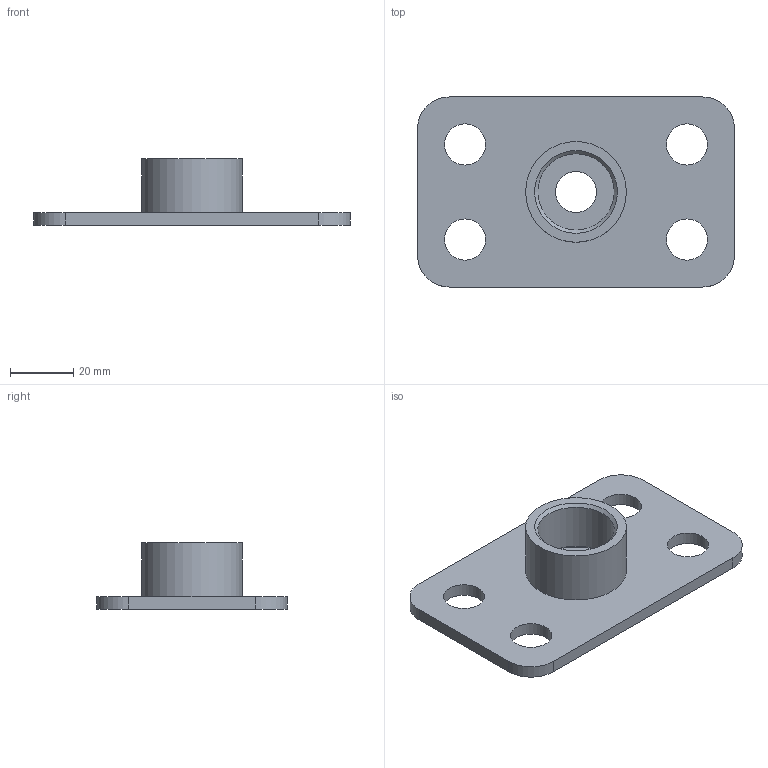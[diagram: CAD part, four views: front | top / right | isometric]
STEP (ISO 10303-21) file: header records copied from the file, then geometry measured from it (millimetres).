
FILE_DESCRIPTION((''),'2;1');
FILE_NAME('112829.stp','2010-07-06T14:38:33',('DMK009'),(''),'Autodesk Inventor 2010','Autodesk Inventor 2010','');
FILE_SCHEMA(('AUTOMOTIVE_DESIGN { 1 0 10303 214 1 1 1 1 }'));
Length unit declared in the file: millimetre
Products named in the file (1): 112829
Bounding box: 100 x 60 x 21 mm (x, y, z)
Volume: 26662 mm3; surface area: 15586.7 mm2
Topology: 1 solids, 1 shells, 21 faces, 50 edges, 33 vertices
Faces by surface type: plane 8, bspline 6, cylinder 5, cone 2
Full cylindrical faces by diameter (mm): 31.8 x1
Entity records: 718 total; most frequent: CARTESIAN_POINT 196, DIRECTION 96, ORIENTED_EDGE 80, EDGE_LOOP 42, AXIS2_PLACEMENT_3D 40, EDGE_CURVE 40, VERTEX_POINT 32, CIRCLE 24
